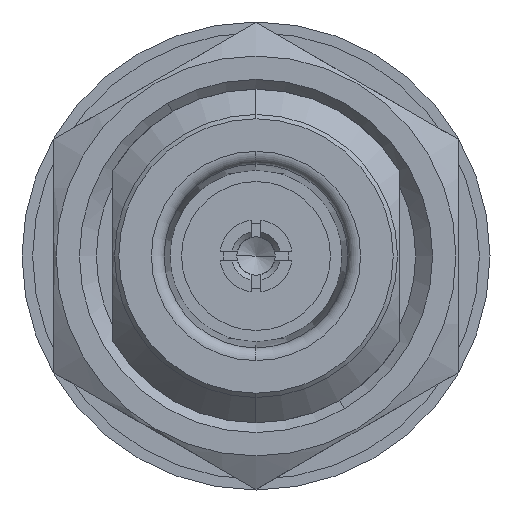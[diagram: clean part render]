
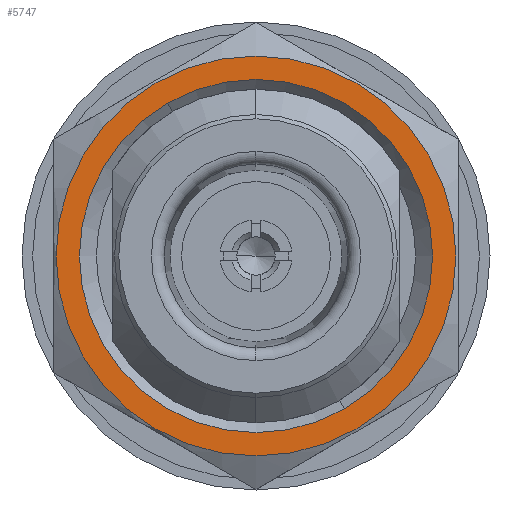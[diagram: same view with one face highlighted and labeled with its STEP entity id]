
A CAD part, left-side view. The second image highlights one B-rep face of the part: STEP entity #5747.
In plain terms, the highlighted planar face has unit normal (-1, 0, 0).
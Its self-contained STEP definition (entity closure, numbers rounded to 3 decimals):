
#67 = ORIENTED_EDGE ( 'NONE', *, *, #232, .F. ) ;
#232 = EDGE_CURVE ( 'NONE', #6745, #7185, #2985, .T. ) ;
#235 = CARTESIAN_POINT ( 'NONE',  ( 12.2, 0., 0. ) ) ;
#320 = FACE_BOUND ( 'NONE', #5487, .T. ) ;
#504 = AXIS2_PLACEMENT_3D ( 'NONE', #7479, #7519, #7617 ) ;
#816 = DIRECTION ( 'NONE',  ( 0., 0.5, 0.866 ) ) ;
#830 = CIRCLE ( 'NONE', #5187, 9.4 ) ;
#853 = DIRECTION ( 'NONE',  ( -1., 0., 0. ) ) ;
#870 = CARTESIAN_POINT ( 'NONE',  ( 12.2, 8.141, -4.7 ) ) ;
#1037 = DIRECTION ( 'NONE',  ( 0., 0.5, 0.866 ) ) ;
#1058 = CIRCLE ( 'NONE', #9839, 9.4 ) ;
#1096 = FACE_OUTER_BOUND ( 'NONE', #3698, .T. ) ;
#1173 = VERTEX_POINT ( 'NONE', #8358 ) ;
#1318 = DIRECTION ( 'NONE',  ( -1., 0., 0. ) ) ;
#1493 = CIRCLE ( 'NONE', #2844, 8.3 ) ;
#1547 = CARTESIAN_POINT ( 'NONE',  ( 12.2, 0., 0. ) ) ;
#1665 = DIRECTION ( 'NONE',  ( 0., -0.5, -0.866 ) ) ;
#2027 = CARTESIAN_POINT ( 'NONE',  ( 12.2, -4.15, -7.188 ) ) ;
#2532 = ORIENTED_EDGE ( 'NONE', *, *, #2857, .F. ) ;
#2844 = AXIS2_PLACEMENT_3D ( 'NONE', #1547, #853, #816 ) ;
#2857 = EDGE_CURVE ( 'NONE', #7185, #6745, #1493, .T. ) ;
#2985 = CIRCLE ( 'NONE', #504, 8.3 ) ;
#3405 = ORIENTED_EDGE ( 'NONE', *, *, #5859, .T. ) ;
#3698 = EDGE_LOOP ( 'NONE', ( #3405, #6578 ) ) ;
#4141 = AXIS2_PLACEMENT_3D ( 'NONE', #870, #6400, #1665 ) ;
#4793 = PLANE ( 'NONE',  #4141 ) ;
#5187 = AXIS2_PLACEMENT_3D ( 'NONE', #235, #5758, #1037 ) ;
#5487 = EDGE_LOOP ( 'NONE', ( #2532, #67 ) ) ;
#5747 = ADVANCED_FACE ( 'NONE', ( #320, #1096 ), #4793, .F. ) ;
#5758 = DIRECTION ( 'NONE',  ( -1., 0., 0. ) ) ;
#5859 = EDGE_CURVE ( 'NONE', #9679, #1173, #830, .T. ) ;
#6044 = CARTESIAN_POINT ( 'NONE',  ( 12.2, 0., 0. ) ) ;
#6400 = DIRECTION ( 'NONE',  ( 1., 0., 0. ) ) ;
#6578 = ORIENTED_EDGE ( 'NONE', *, *, #9596, .T. ) ;
#6745 = VERTEX_POINT ( 'NONE', #2027 ) ;
#6846 = DIRECTION ( 'NONE',  ( 0., 0.5, 0.866 ) ) ;
#7185 = VERTEX_POINT ( 'NONE', #10170 ) ;
#7479 = CARTESIAN_POINT ( 'NONE',  ( 12.2, 0., 0. ) ) ;
#7519 = DIRECTION ( 'NONE',  ( -1., 0., 0. ) ) ;
#7617 = DIRECTION ( 'NONE',  ( 0., 0.5, 0.866 ) ) ;
#8358 = CARTESIAN_POINT ( 'NONE',  ( 12.2, 4.7, 8.141 ) ) ;
#9596 = EDGE_CURVE ( 'NONE', #1173, #9679, #1058, .T. ) ;
#9679 = VERTEX_POINT ( 'NONE', #10139 ) ;
#9839 = AXIS2_PLACEMENT_3D ( 'NONE', #6044, #1318, #6846 ) ;
#10139 = CARTESIAN_POINT ( 'NONE',  ( 12.2, -4.7, -8.141 ) ) ;
#10170 = CARTESIAN_POINT ( 'NONE',  ( 12.2, 4.15, 7.188 ) ) ;
